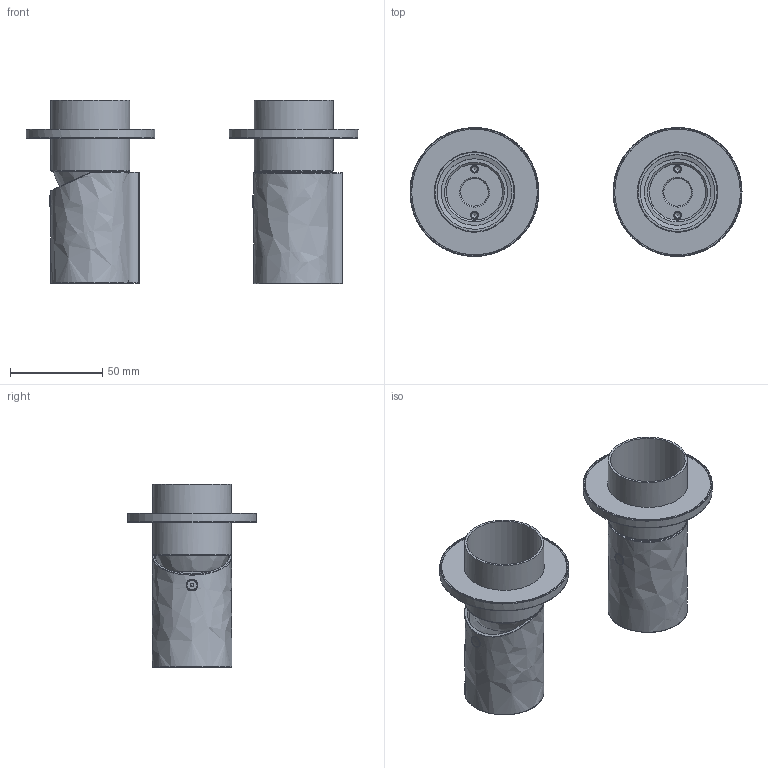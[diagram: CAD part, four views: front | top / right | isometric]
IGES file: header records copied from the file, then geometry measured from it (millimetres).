
Start section: C
Global section: file name: GT129-00.igs; native system: By Siemens PLM Incorporated; preprocessor: XPlus GENERIC/IGES 27.1.215; author: Author; organization: Title; date: 20260121.152853; units: millimetre
Bounding box: 179.8 x 69.8 x 99.3 mm (x, y, z)
Volume: 100302.2 mm3; surface area: 74792.7 mm2
Topology: 8 solids, 8 shells, 394 faces, 938 edges, 583 vertices
Faces by surface type: bspline 394
